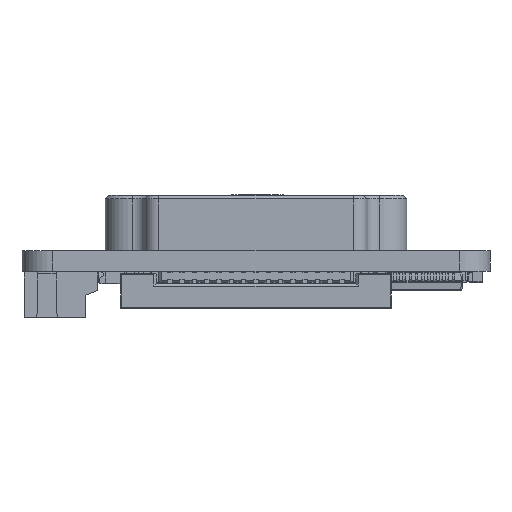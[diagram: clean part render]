
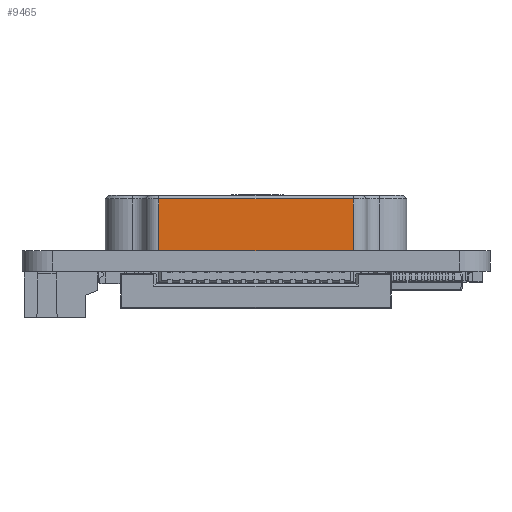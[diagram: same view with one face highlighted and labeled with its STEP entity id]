
A CAD part, front view. The second image highlights one B-rep face of the part: STEP entity #9465.
In plain terms, the highlighted face is planar.
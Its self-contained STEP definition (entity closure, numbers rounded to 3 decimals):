
#1203 = EDGE_CURVE ( 'NONE', #105692, #70046, #169403, .T. ) ;
#9465 = ADVANCED_FACE ( 'NONE', ( #110421 ), #140625, .F. ) ;
#10034 = ORIENTED_EDGE ( 'NONE', *, *, #33486, .T. ) ;
#10069 = DIRECTION ( 'NONE',  ( 0., 0., 1. ) ) ;
#12077 = ORIENTED_EDGE ( 'NONE', *, *, #135589, .T. ) ;
#22798 = ORIENTED_EDGE ( 'NONE', *, *, #1203, .T. ) ;
#24709 = EDGE_CURVE ( 'NONE', #104152, #117790, #156860, .T. ) ;
#26460 = DIRECTION ( 'NONE',  ( 0., 1., 0. ) ) ;
#31207 = VECTOR ( 'NONE', #180078, 1000. ) ;
#33486 = EDGE_CURVE ( 'NONE', #117790, #105692, #179684, .T. ) ;
#37805 = CARTESIAN_POINT ( 'NONE',  ( -7.9, 4.2, -6.15 ) ) ;
#38533 = VECTOR ( 'NONE', #110596, 1000. ) ;
#40824 = CARTESIAN_POINT ( 'NONE',  ( -7.9, 0., -6.15 ) ) ;
#43959 = ORIENTED_EDGE ( 'NONE', *, *, #24709, .T. ) ;
#52868 = CARTESIAN_POINT ( 'NONE',  ( 7.9, 4.5, -6.15 ) ) ;
#61155 = VECTOR ( 'NONE', #76640, 1000. ) ;
#66848 = DIRECTION ( 'NONE',  ( 1., 0., 0. ) ) ;
#70046 = VERTEX_POINT ( 'NONE', #37805 ) ;
#72756 = EDGE_LOOP ( 'NONE', ( #22798, #12077, #43959, #10034 ) ) ;
#76640 = DIRECTION ( 'NONE',  ( -1., 0., 0. ) ) ;
#104152 = VERTEX_POINT ( 'NONE', #152960 ) ;
#105692 = VERTEX_POINT ( 'NONE', #40824 ) ;
#105946 = CARTESIAN_POINT ( 'NONE',  ( -9., 0., -6.15 ) ) ;
#110421 = FACE_OUTER_BOUND ( 'NONE', #72756, .T. ) ;
#110596 = DIRECTION ( 'NONE',  ( 0., -1., 0. ) ) ;
#117790 = VERTEX_POINT ( 'NONE', #162313 ) ;
#130546 = CARTESIAN_POINT ( 'NONE',  ( -7.9, 4.5, -6.15 ) ) ;
#135589 = EDGE_CURVE ( 'NONE', #70046, #104152, #135635, .T. ) ;
#135635 = LINE ( 'NONE', #180999, #31207 ) ;
#140625 = PLANE ( 'NONE',  #176660 ) ;
#152960 = CARTESIAN_POINT ( 'NONE',  ( 7.9, 4.2, -6.15 ) ) ;
#156860 = LINE ( 'NONE', #52868, #38533 ) ;
#162313 = CARTESIAN_POINT ( 'NONE',  ( 7.9, 0., -6.15 ) ) ;
#169403 = LINE ( 'NONE', #130546, #174437 ) ;
#174437 = VECTOR ( 'NONE', #26460, 1000. ) ;
#176660 = AXIS2_PLACEMENT_3D ( 'NONE', #183200, #10069, #66848 ) ;
#179684 = LINE ( 'NONE', #105946, #61155 ) ;
#180078 = DIRECTION ( 'NONE',  ( 1., 0., 0. ) ) ;
#180999 = CARTESIAN_POINT ( 'NONE',  ( 7.9, 4.2, -6.15 ) ) ;
#183200 = CARTESIAN_POINT ( 'NONE',  ( -9., 4.5, -6.15 ) ) ;
